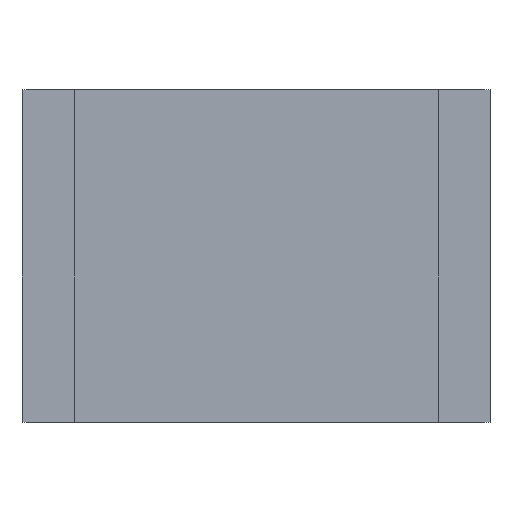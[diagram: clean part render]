
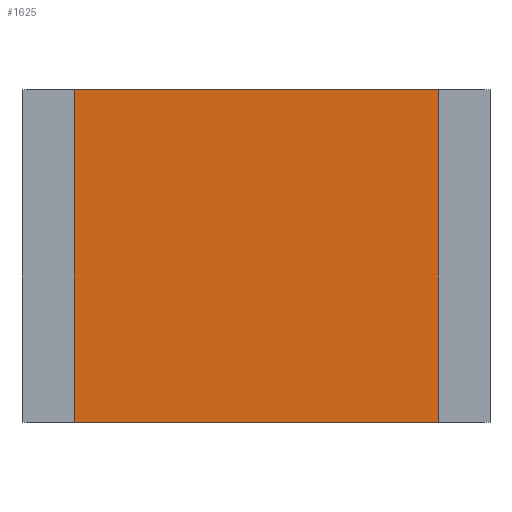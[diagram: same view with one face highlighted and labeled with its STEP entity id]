
A CAD part, top view. The second image highlights one B-rep face of the part: STEP entity #1625.
In plain terms, the highlighted planar face has unit normal (0, 0, 1).
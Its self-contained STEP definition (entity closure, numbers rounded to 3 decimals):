
#1625 = ADVANCED_FACE('',(#1626),#1640,.T.);
#1626 = FACE_BOUND('',#1627,.T.);
#1627 = EDGE_LOOP('',(#1628,#1663,#1691,#1719));
#1628 = ORIENTED_EDGE('',*,*,#1629,.T.);
#1629 = EDGE_CURVE('',#1630,#1632,#1634,.T.);
#1630 = VERTEX_POINT('',#1631);
#1631 = CARTESIAN_POINT('',(-1.75,1.6,0.55));
#1632 = VERTEX_POINT('',#1633);
#1633 = CARTESIAN_POINT('',(-1.75,-1.6,0.55));
#1634 = SURFACE_CURVE('',#1635,(#1639,#1651),.PCURVE_S1.);
#1635 = LINE('',#1636,#1637);
#1636 = CARTESIAN_POINT('',(-1.75,1.6,0.55));
#1637 = VECTOR('',#1638,1.);
#1638 = DIRECTION('',(0.,-1.,0.));
#1639 = PCURVE('',#1640,#1645);
#1640 = PLANE('',#1641);
#1641 = AXIS2_PLACEMENT_3D('',#1642,#1643,#1644);
#1642 = CARTESIAN_POINT('',(-1.75,1.6,0.55));
#1643 = DIRECTION('',(0.,0.,1.));
#1644 = DIRECTION('',(1.,0.,0.));
#1645 = DEFINITIONAL_REPRESENTATION('',(#1646),#1650);
#1646 = LINE('',#1647,#1648);
#1647 = CARTESIAN_POINT('',(0.,0.));
#1648 = VECTOR('',#1649,1.);
#1649 = DIRECTION('',(0.,-1.));
#1650 = ( GEOMETRIC_REPRESENTATION_CONTEXT(2) 
PARAMETRIC_REPRESENTATION_CONTEXT() REPRESENTATION_CONTEXT('2D SPACE',''
  ) );
#1651 = PCURVE('',#1652,#1657);
#1652 = PLANE('',#1653);
#1653 = AXIS2_PLACEMENT_3D('',#1654,#1655,#1656);
#1654 = CARTESIAN_POINT('',(-1.75,1.6,0.5));
#1655 = DIRECTION('',(-1.,0.,0.));
#1656 = DIRECTION('',(0.,0.,1.));
#1657 = DEFINITIONAL_REPRESENTATION('',(#1658),#1662);
#1658 = LINE('',#1659,#1660);
#1659 = CARTESIAN_POINT('',(0.05,0.));
#1660 = VECTOR('',#1661,1.);
#1661 = DIRECTION('',(0.,-1.));
#1662 = ( GEOMETRIC_REPRESENTATION_CONTEXT(2) 
PARAMETRIC_REPRESENTATION_CONTEXT() REPRESENTATION_CONTEXT('2D SPACE',''
  ) );
#1663 = ORIENTED_EDGE('',*,*,#1664,.T.);
#1664 = EDGE_CURVE('',#1632,#1665,#1667,.T.);
#1665 = VERTEX_POINT('',#1666);
#1666 = CARTESIAN_POINT('',(1.75,-1.6,0.55));
#1667 = SURFACE_CURVE('',#1668,(#1672,#1679),.PCURVE_S1.);
#1668 = LINE('',#1669,#1670);
#1669 = CARTESIAN_POINT('',(-1.75,-1.6,0.55));
#1670 = VECTOR('',#1671,1.);
#1671 = DIRECTION('',(1.,0.,0.));
#1672 = PCURVE('',#1640,#1673);
#1673 = DEFINITIONAL_REPRESENTATION('',(#1674),#1678);
#1674 = LINE('',#1675,#1676);
#1675 = CARTESIAN_POINT('',(0.,-3.2));
#1676 = VECTOR('',#1677,1.);
#1677 = DIRECTION('',(1.,0.));
#1678 = ( GEOMETRIC_REPRESENTATION_CONTEXT(2) 
PARAMETRIC_REPRESENTATION_CONTEXT() REPRESENTATION_CONTEXT('2D SPACE',''
  ) );
#1679 = PCURVE('',#1680,#1685);
#1680 = PLANE('',#1681);
#1681 = AXIS2_PLACEMENT_3D('',#1682,#1683,#1684);
#1682 = CARTESIAN_POINT('',(-1.75,-1.6,0.55));
#1683 = DIRECTION('',(0.,-1.,0.));
#1684 = DIRECTION('',(0.,0.,-1.));
#1685 = DEFINITIONAL_REPRESENTATION('',(#1686),#1690);
#1686 = LINE('',#1687,#1688);
#1687 = CARTESIAN_POINT('',(0.,0.));
#1688 = VECTOR('',#1689,1.);
#1689 = DIRECTION('',(0.,1.));
#1690 = ( GEOMETRIC_REPRESENTATION_CONTEXT(2) 
PARAMETRIC_REPRESENTATION_CONTEXT() REPRESENTATION_CONTEXT('2D SPACE',''
  ) );
#1691 = ORIENTED_EDGE('',*,*,#1692,.F.);
#1692 = EDGE_CURVE('',#1693,#1665,#1695,.T.);
#1693 = VERTEX_POINT('',#1694);
#1694 = CARTESIAN_POINT('',(1.75,1.6,0.55));
#1695 = SURFACE_CURVE('',#1696,(#1700,#1707),.PCURVE_S1.);
#1696 = LINE('',#1697,#1698);
#1697 = CARTESIAN_POINT('',(1.75,1.6,0.55));
#1698 = VECTOR('',#1699,1.);
#1699 = DIRECTION('',(0.,-1.,0.));
#1700 = PCURVE('',#1640,#1701);
#1701 = DEFINITIONAL_REPRESENTATION('',(#1702),#1706);
#1702 = LINE('',#1703,#1704);
#1703 = CARTESIAN_POINT('',(3.5,0.));
#1704 = VECTOR('',#1705,1.);
#1705 = DIRECTION('',(0.,-1.));
#1706 = ( GEOMETRIC_REPRESENTATION_CONTEXT(2) 
PARAMETRIC_REPRESENTATION_CONTEXT() REPRESENTATION_CONTEXT('2D SPACE',''
  ) );
#1707 = PCURVE('',#1708,#1713);
#1708 = PLANE('',#1709);
#1709 = AXIS2_PLACEMENT_3D('',#1710,#1711,#1712);
#1710 = CARTESIAN_POINT('',(1.75,1.6,0.55));
#1711 = DIRECTION('',(1.,0.,0.));
#1712 = DIRECTION('',(0.,0.,-1.));
#1713 = DEFINITIONAL_REPRESENTATION('',(#1714),#1718);
#1714 = LINE('',#1715,#1716);
#1715 = CARTESIAN_POINT('',(0.,0.));
#1716 = VECTOR('',#1717,1.);
#1717 = DIRECTION('',(0.,-1.));
#1718 = ( GEOMETRIC_REPRESENTATION_CONTEXT(2) 
PARAMETRIC_REPRESENTATION_CONTEXT() REPRESENTATION_CONTEXT('2D SPACE',''
  ) );
#1719 = ORIENTED_EDGE('',*,*,#1720,.F.);
#1720 = EDGE_CURVE('',#1630,#1693,#1721,.T.);
#1721 = SURFACE_CURVE('',#1722,(#1726,#1733),.PCURVE_S1.);
#1722 = LINE('',#1723,#1724);
#1723 = CARTESIAN_POINT('',(-1.75,1.6,0.55));
#1724 = VECTOR('',#1725,1.);
#1725 = DIRECTION('',(1.,0.,0.));
#1726 = PCURVE('',#1640,#1727);
#1727 = DEFINITIONAL_REPRESENTATION('',(#1728),#1732);
#1728 = LINE('',#1729,#1730);
#1729 = CARTESIAN_POINT('',(0.,0.));
#1730 = VECTOR('',#1731,1.);
#1731 = DIRECTION('',(1.,0.));
#1732 = ( GEOMETRIC_REPRESENTATION_CONTEXT(2) 
PARAMETRIC_REPRESENTATION_CONTEXT() REPRESENTATION_CONTEXT('2D SPACE',''
  ) );
#1733 = PCURVE('',#1734,#1739);
#1734 = PLANE('',#1735);
#1735 = AXIS2_PLACEMENT_3D('',#1736,#1737,#1738);
#1736 = CARTESIAN_POINT('',(-1.75,1.6,0.55));
#1737 = DIRECTION('',(0.,-1.,0.));
#1738 = DIRECTION('',(0.,0.,-1.));
#1739 = DEFINITIONAL_REPRESENTATION('',(#1740),#1744);
#1740 = LINE('',#1741,#1742);
#1741 = CARTESIAN_POINT('',(0.,0.));
#1742 = VECTOR('',#1743,1.);
#1743 = DIRECTION('',(0.,1.));
#1744 = ( GEOMETRIC_REPRESENTATION_CONTEXT(2) 
PARAMETRIC_REPRESENTATION_CONTEXT() REPRESENTATION_CONTEXT('2D SPACE',''
  ) );
